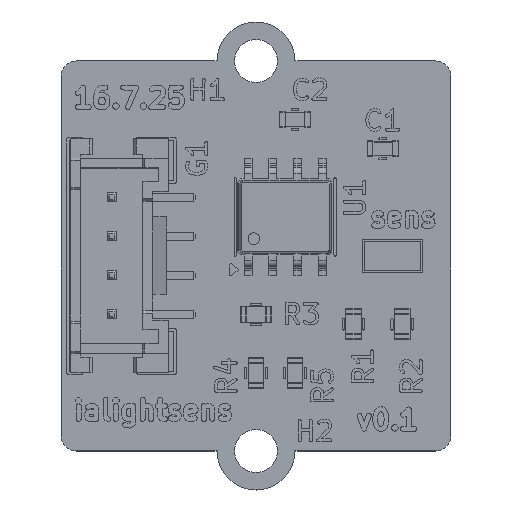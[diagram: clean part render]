
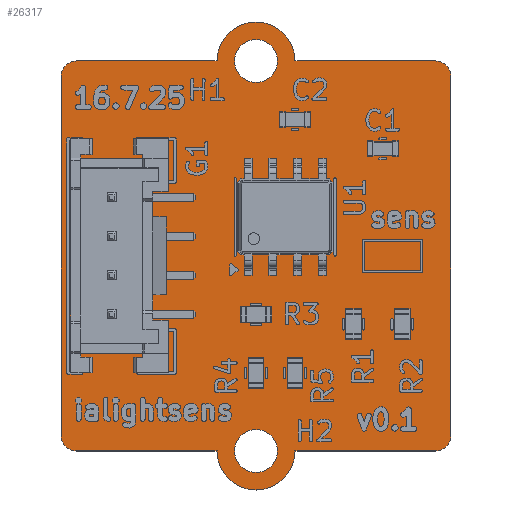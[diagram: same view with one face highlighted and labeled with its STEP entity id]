
A CAD part, top view. The second image highlights one B-rep face of the part: STEP entity #26317.
In plain terms, the highlighted planar face has unit normal (0, 0, 1).
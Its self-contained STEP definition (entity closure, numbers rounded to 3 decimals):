
#26112 = VERTEX_POINT('',#26113);
#26113 = CARTESIAN_POINT('',(8.,0.,1.51));
#26119 = EDGE_CURVE('',#26112,#26120,#26122,.T.);
#26120 = VERTEX_POINT('',#26121);
#26121 = CARTESIAN_POINT('',(12.,0.,1.51));
#26122 = CIRCLE('',#26123,2.);
#26123 = AXIS2_PLACEMENT_3D('',#26124,#26125,#26126);
#26124 = CARTESIAN_POINT('',(10.,0.,1.51));
#26125 = DIRECTION('',(0.,0.,-1.));
#26126 = DIRECTION('',(-1.,0.,-0.));
#26154 = VERTEX_POINT('',#26155);
#26155 = CARTESIAN_POINT('',(0.8,0.,1.51));
#26161 = EDGE_CURVE('',#26154,#26112,#26162,.T.);
#26162 = LINE('',#26163,#26164);
#26163 = CARTESIAN_POINT('',(0.8,0.,1.51));
#26164 = VECTOR('',#26165,1.);
#26165 = DIRECTION('',(1.,0.,0.));
#26183 = EDGE_CURVE('',#26120,#26184,#26186,.T.);
#26184 = VERTEX_POINT('',#26185);
#26185 = CARTESIAN_POINT('',(19.2,0.,1.51));
#26186 = LINE('',#26187,#26188);
#26187 = CARTESIAN_POINT('',(12.,0.,1.51));
#26188 = VECTOR('',#26189,1.);
#26189 = DIRECTION('',(1.,0.,0.));
#26317 = ADVANCED_FACE('',(#26318,#26398,#26409),#26420,.T.);
#26318 = FACE_BOUND('',#26319,.T.);
#26319 = EDGE_LOOP('',(#26320,#26321,#26322,#26331,#26339,#26348,#26356,
    #26365,#26373,#26382,#26390,#26397));
#26320 = ORIENTED_EDGE('',*,*,#26119,.F.);
#26321 = ORIENTED_EDGE('',*,*,#26161,.F.);
#26322 = ORIENTED_EDGE('',*,*,#26323,.F.);
#26323 = EDGE_CURVE('',#26324,#26154,#26326,.T.);
#26324 = VERTEX_POINT('',#26325);
#26325 = CARTESIAN_POINT('',(0.,-0.8,1.51));
#26326 = CIRCLE('',#26327,0.8);
#26327 = AXIS2_PLACEMENT_3D('',#26328,#26329,#26330);
#26328 = CARTESIAN_POINT('',(0.8,-0.8,1.51));
#26329 = DIRECTION('',(0.,0.,-1.));
#26330 = DIRECTION('',(-1.,0.,0.));
#26331 = ORIENTED_EDGE('',*,*,#26332,.F.);
#26332 = EDGE_CURVE('',#26333,#26324,#26335,.T.);
#26333 = VERTEX_POINT('',#26334);
#26334 = CARTESIAN_POINT('',(0.,-19.2,1.51));
#26335 = LINE('',#26336,#26337);
#26336 = CARTESIAN_POINT('',(0.,-19.2,1.51));
#26337 = VECTOR('',#26338,1.);
#26338 = DIRECTION('',(0.,1.,0.));
#26339 = ORIENTED_EDGE('',*,*,#26340,.F.);
#26340 = EDGE_CURVE('',#26341,#26333,#26343,.T.);
#26341 = VERTEX_POINT('',#26342);
#26342 = CARTESIAN_POINT('',(0.8,-20.,1.51));
#26343 = CIRCLE('',#26344,0.8);
#26344 = AXIS2_PLACEMENT_3D('',#26345,#26346,#26347);
#26345 = CARTESIAN_POINT('',(0.8,-19.2,1.51));
#26346 = DIRECTION('',(0.,0.,-1.));
#26347 = DIRECTION('',(0.,-1.,-0.));
#26348 = ORIENTED_EDGE('',*,*,#26349,.F.);
#26349 = EDGE_CURVE('',#26350,#26341,#26352,.T.);
#26350 = VERTEX_POINT('',#26351);
#26351 = CARTESIAN_POINT('',(8.,-20.,1.51));
#26352 = LINE('',#26353,#26354);
#26353 = CARTESIAN_POINT('',(8.,-20.,1.51));
#26354 = VECTOR('',#26355,1.);
#26355 = DIRECTION('',(-1.,0.,0.));
#26356 = ORIENTED_EDGE('',*,*,#26357,.F.);
#26357 = EDGE_CURVE('',#26358,#26350,#26360,.T.);
#26358 = VERTEX_POINT('',#26359);
#26359 = CARTESIAN_POINT('',(12.,-20.,1.51));
#26360 = CIRCLE('',#26361,2.);
#26361 = AXIS2_PLACEMENT_3D('',#26362,#26363,#26364);
#26362 = CARTESIAN_POINT('',(10.,-20.,1.51));
#26363 = DIRECTION('',(0.,0.,-1.));
#26364 = DIRECTION('',(1.,0.,0.));
#26365 = ORIENTED_EDGE('',*,*,#26366,.F.);
#26366 = EDGE_CURVE('',#26367,#26358,#26369,.T.);
#26367 = VERTEX_POINT('',#26368);
#26368 = CARTESIAN_POINT('',(19.2,-20.,1.51));
#26369 = LINE('',#26370,#26371);
#26370 = CARTESIAN_POINT('',(19.2,-20.,1.51));
#26371 = VECTOR('',#26372,1.);
#26372 = DIRECTION('',(-1.,0.,0.));
#26373 = ORIENTED_EDGE('',*,*,#26374,.F.);
#26374 = EDGE_CURVE('',#26375,#26367,#26377,.T.);
#26375 = VERTEX_POINT('',#26376);
#26376 = CARTESIAN_POINT('',(20.,-19.2,1.51));
#26377 = CIRCLE('',#26378,0.8);
#26378 = AXIS2_PLACEMENT_3D('',#26379,#26380,#26381);
#26379 = CARTESIAN_POINT('',(19.2,-19.2,1.51));
#26380 = DIRECTION('',(0.,0.,-1.));
#26381 = DIRECTION('',(1.,0.,0.));
#26382 = ORIENTED_EDGE('',*,*,#26383,.F.);
#26383 = EDGE_CURVE('',#26384,#26375,#26386,.T.);
#26384 = VERTEX_POINT('',#26385);
#26385 = CARTESIAN_POINT('',(20.,-0.8,1.51));
#26386 = LINE('',#26387,#26388);
#26387 = CARTESIAN_POINT('',(20.,-0.8,1.51));
#26388 = VECTOR('',#26389,1.);
#26389 = DIRECTION('',(0.,-1.,0.));
#26390 = ORIENTED_EDGE('',*,*,#26391,.F.);
#26391 = EDGE_CURVE('',#26184,#26384,#26392,.T.);
#26392 = CIRCLE('',#26393,0.8);
#26393 = AXIS2_PLACEMENT_3D('',#26394,#26395,#26396);
#26394 = CARTESIAN_POINT('',(19.2,-0.8,1.51));
#26395 = DIRECTION('',(0.,0.,-1.));
#26396 = DIRECTION('',(0.,1.,0.));
#26397 = ORIENTED_EDGE('',*,*,#26183,.F.);
#26398 = FACE_BOUND('',#26399,.T.);
#26399 = EDGE_LOOP('',(#26400));
#26400 = ORIENTED_EDGE('',*,*,#26401,.T.);
#26401 = EDGE_CURVE('',#26402,#26402,#26404,.T.);
#26402 = VERTEX_POINT('',#26403);
#26403 = CARTESIAN_POINT('',(10.,-21.1,1.51));
#26404 = CIRCLE('',#26405,1.1);
#26405 = AXIS2_PLACEMENT_3D('',#26406,#26407,#26408);
#26406 = CARTESIAN_POINT('',(10.,-20.,1.51));
#26407 = DIRECTION('',(-0.,0.,-1.));
#26408 = DIRECTION('',(-0.,-1.,0.));
#26409 = FACE_BOUND('',#26410,.T.);
#26410 = EDGE_LOOP('',(#26411));
#26411 = ORIENTED_EDGE('',*,*,#26412,.T.);
#26412 = EDGE_CURVE('',#26413,#26413,#26415,.T.);
#26413 = VERTEX_POINT('',#26414);
#26414 = CARTESIAN_POINT('',(10.,-1.1,1.51));
#26415 = CIRCLE('',#26416,1.1);
#26416 = AXIS2_PLACEMENT_3D('',#26417,#26418,#26419);
#26417 = CARTESIAN_POINT('',(10.,0.,1.51));
#26418 = DIRECTION('',(-0.,0.,-1.));
#26419 = DIRECTION('',(-0.,-1.,0.));
#26420 = PLANE('',#26421);
#26421 = AXIS2_PLACEMENT_3D('',#26422,#26423,#26424);
#26422 = CARTESIAN_POINT('',(0.,0.,1.51));
#26423 = DIRECTION('',(0.,0.,1.));
#26424 = DIRECTION('',(1.,0.,-0.));
